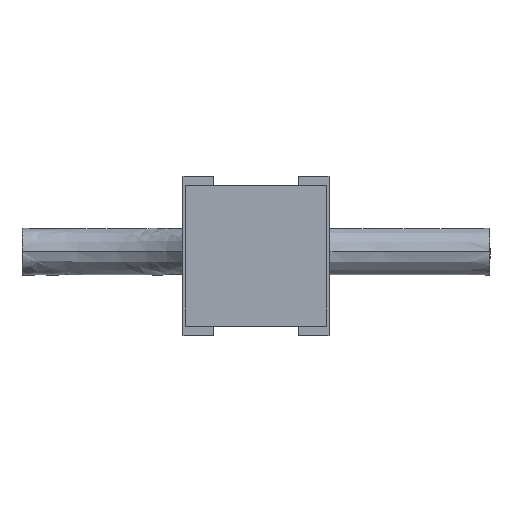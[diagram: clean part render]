
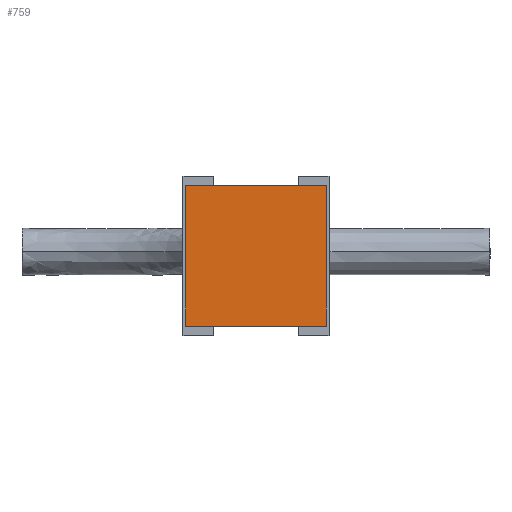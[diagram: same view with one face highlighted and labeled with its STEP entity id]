
A CAD part, top view. The second image highlights one B-rep face of the part: STEP entity #759.
In plain terms, the highlighted planar face has unit normal (0, 0, 1).
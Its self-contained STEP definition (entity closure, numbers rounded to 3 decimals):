
#67=FACE_OUTER_BOUND('',#112,.T.);
#112=EDGE_LOOP('',(#547,#548,#549,#550));
#147=LINE('',#1043,#231);
#178=LINE('',#1104,#262);
#179=LINE('',#1107,#263);
#180=LINE('',#1108,#264);
#231=VECTOR('',#862,10.);
#262=VECTOR('',#913,10.);
#263=VECTOR('',#916,10.);
#264=VECTOR('',#917,10.);
#315=VERTEX_POINT('',#1040);
#316=VERTEX_POINT('',#1042);
#336=VERTEX_POINT('',#1102);
#337=VERTEX_POINT('',#1106);
#387=EDGE_CURVE('',#315,#316,#147,.T.);
#418=EDGE_CURVE('',#336,#316,#178,.T.);
#419=EDGE_CURVE('',#337,#336,#179,.T.);
#420=EDGE_CURVE('',#337,#315,#180,.T.);
#547=ORIENTED_EDGE('',*,*,#419,.T.);
#548=ORIENTED_EDGE('',*,*,#418,.T.);
#549=ORIENTED_EDGE('',*,*,#387,.F.);
#550=ORIENTED_EDGE('',*,*,#420,.F.);
#724=PLANE('',#821);
#759=ADVANCED_FACE('',(#67),#724,.T.);
#821=AXIS2_PLACEMENT_3D('',#1105,#914,#915);
#862=DIRECTION('',(-1.,0.,0.));
#913=DIRECTION('',(0.,-1.,0.));
#914=DIRECTION('center_axis',(0.,0.,1.));
#915=DIRECTION('ref_axis',(-1.,0.,0.));
#916=DIRECTION('',(-1.,0.,0.));
#917=DIRECTION('',(0.,-1.,0.));
#1040=CARTESIAN_POINT('',(7.5,-13.,4.));
#1042=CARTESIAN_POINT('',(-7.5,-13.,4.));
#1043=CARTESIAN_POINT('',(7.5,-13.,4.));
#1102=CARTESIAN_POINT('',(-7.5,2.,4.));
#1104=CARTESIAN_POINT('',(-7.5,2.,4.));
#1105=CARTESIAN_POINT('Origin',(7.5,2.,4.));
#1106=CARTESIAN_POINT('',(7.5,2.,4.));
#1107=CARTESIAN_POINT('',(7.5,2.,4.));
#1108=CARTESIAN_POINT('',(7.5,2.,4.));
